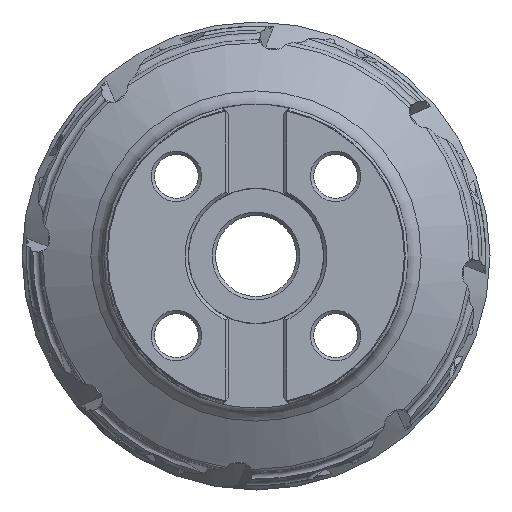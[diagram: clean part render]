
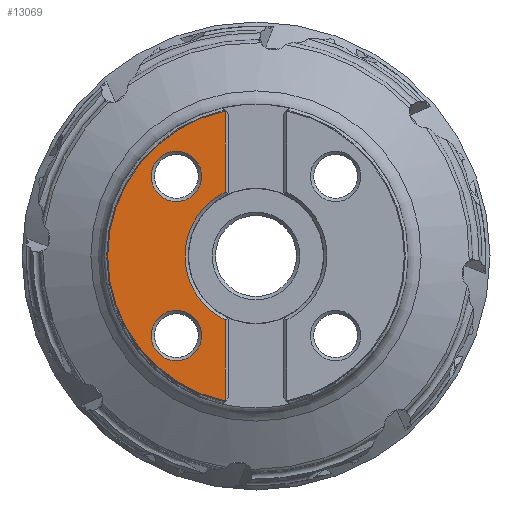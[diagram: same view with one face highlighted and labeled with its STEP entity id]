
A CAD part, left-side view. The second image highlights one B-rep face of the part: STEP entity #13069.
In plain terms, the highlighted planar face has unit normal (-1, 0, 0).
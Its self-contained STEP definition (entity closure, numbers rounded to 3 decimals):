
#144 = CARTESIAN_POINT ( 'NONE',  ( -48.95, 9.15, 0. ) ) ;
#895 = CARTESIAN_POINT ( 'NONE',  ( -48.95, 23.582, -31.032 ) ) ;
#940 = CARTESIAN_POINT ( 'NONE',  ( -48.95, 23.582, 16.132 ) ) ;
#1008 = DIRECTION ( 'NONE',  ( 1., 0., 0. ) ) ;
#2246 = ORIENTED_EDGE ( 'NONE', *, *, #7576, .F. ) ;
#2301 = CIRCLE ( 'NONE', #10881, 43.922 ) ;
#2351 = EDGE_LOOP ( 'NONE', ( #12921, #13482, #2563, #2246 ) ) ;
#2417 = DIRECTION ( 'NONE',  ( -1., 0., 0. ) ) ;
#2563 = ORIENTED_EDGE ( 'NONE', *, *, #9274, .T. ) ;
#2618 = CARTESIAN_POINT ( 'NONE',  ( -48.95, 9.15, -18.93 ) ) ;
#2694 = CIRCLE ( 'NONE', #8391, 21.025 ) ;
#3125 = DIRECTION ( 'NONE',  ( 0., 0., -1. ) ) ;
#3203 = ORIENTED_EDGE ( 'NONE', *, *, #10177, .T. ) ;
#3379 = CARTESIAN_POINT ( 'NONE',  ( -48.95, 9.15, -42.959 ) ) ;
#3453 = FACE_BOUND ( 'NONE', #3524, .T. ) ;
#3524 = EDGE_LOOP ( 'NONE', ( #3203 ) ) ;
#3531 = CARTESIAN_POINT ( 'NONE',  ( -48.95, 0., 0. ) ) ;
#3579 = VERTEX_POINT ( 'NONE', #3379 ) ;
#4108 = AXIS2_PLACEMENT_3D ( 'NONE', #8515, #9587, #3125 ) ;
#4128 = VERTEX_POINT ( 'NONE', #2618 ) ;
#4341 = LINE ( 'NONE', #6514, #10091 ) ;
#4598 = VERTEX_POINT ( 'NONE', #940 ) ;
#4618 = DIRECTION ( 'NONE',  ( 0., 0., -1. ) ) ;
#4707 = AXIS2_PLACEMENT_3D ( 'NONE', #11949, #5497, #13030 ) ;
#4980 = EDGE_LOOP ( 'NONE', ( #5242 ) ) ;
#5189 = CARTESIAN_POINT ( 'NONE',  ( -48.95, 9.15, 42.959 ) ) ;
#5242 = ORIENTED_EDGE ( 'NONE', *, *, #5689, .T. ) ;
#5427 = DIRECTION ( 'NONE',  ( 0., 0., 1. ) ) ;
#5497 = DIRECTION ( 'NONE',  ( 1., 0., 0. ) ) ;
#5689 = EDGE_CURVE ( 'NONE', #13886, #13886, #8833, .T. ) ;
#6319 = PLANE ( 'NONE',  #4108 ) ;
#6514 = CARTESIAN_POINT ( 'NONE',  ( -48.95, 9.15, 0. ) ) ;
#6874 = AXIS2_PLACEMENT_3D ( 'NONE', #7506, #1008, #8602 ) ;
#7215 = CIRCLE ( 'NONE', #6874, 7.45 ) ;
#7506 = CARTESIAN_POINT ( 'NONE',  ( -48.95, 23.582, 23.582 ) ) ;
#7576 = EDGE_CURVE ( 'NONE', #13902, #4128, #2694, .T. ) ;
#7730 = DIRECTION ( 'NONE',  ( 0., 0., 1. ) ) ;
#7843 = LINE ( 'NONE', #144, #12879 ) ;
#8391 = AXIS2_PLACEMENT_3D ( 'NONE', #8891, #2417, #9957 ) ;
#8515 = CARTESIAN_POINT ( 'NONE',  ( -48.95, 0., 0. ) ) ;
#8602 = DIRECTION ( 'NONE',  ( 0., 0., -1. ) ) ;
#8833 = CIRCLE ( 'NONE', #4707, 7.45 ) ;
#8891 = CARTESIAN_POINT ( 'NONE',  ( -48.95, 0., 0. ) ) ;
#9274 = EDGE_CURVE ( 'NONE', #3579, #4128, #4341, .T. ) ;
#9587 = DIRECTION ( 'NONE',  ( 1., 0., 0. ) ) ;
#9957 = DIRECTION ( 'NONE',  ( 0., 0., -1. ) ) ;
#10091 = VECTOR ( 'NONE', #5427, 1000. ) ;
#10177 = EDGE_CURVE ( 'NONE', #4598, #4598, #7215, .T. ) ;
#10262 = CARTESIAN_POINT ( 'NONE',  ( -48.95, 9.15, 18.93 ) ) ;
#10881 = AXIS2_PLACEMENT_3D ( 'NONE', #3531, #11085, #4618 ) ;
#10998 = VERTEX_POINT ( 'NONE', #5189 ) ;
#11051 = FACE_BOUND ( 'NONE', #4980, .T. ) ;
#11085 = DIRECTION ( 'NONE',  ( -1., 0., 0. ) ) ;
#11195 = EDGE_CURVE ( 'NONE', #10998, #3579, #2301, .T. ) ;
#11949 = CARTESIAN_POINT ( 'NONE',  ( -48.95, 23.582, -23.582 ) ) ;
#12879 = VECTOR ( 'NONE', #7730, 1000. ) ;
#12921 = ORIENTED_EDGE ( 'NONE', *, *, #13682, .T. ) ;
#13030 = DIRECTION ( 'NONE',  ( 0., 0., -1. ) ) ;
#13069 = ADVANCED_FACE ( 'NONE', ( #13917, #11051, #3453 ), #6319, .F. ) ;
#13482 = ORIENTED_EDGE ( 'NONE', *, *, #11195, .T. ) ;
#13682 = EDGE_CURVE ( 'NONE', #13902, #10998, #7843, .T. ) ;
#13886 = VERTEX_POINT ( 'NONE', #895 ) ;
#13902 = VERTEX_POINT ( 'NONE', #10262 ) ;
#13917 = FACE_OUTER_BOUND ( 'NONE', #2351, .T. ) ;
